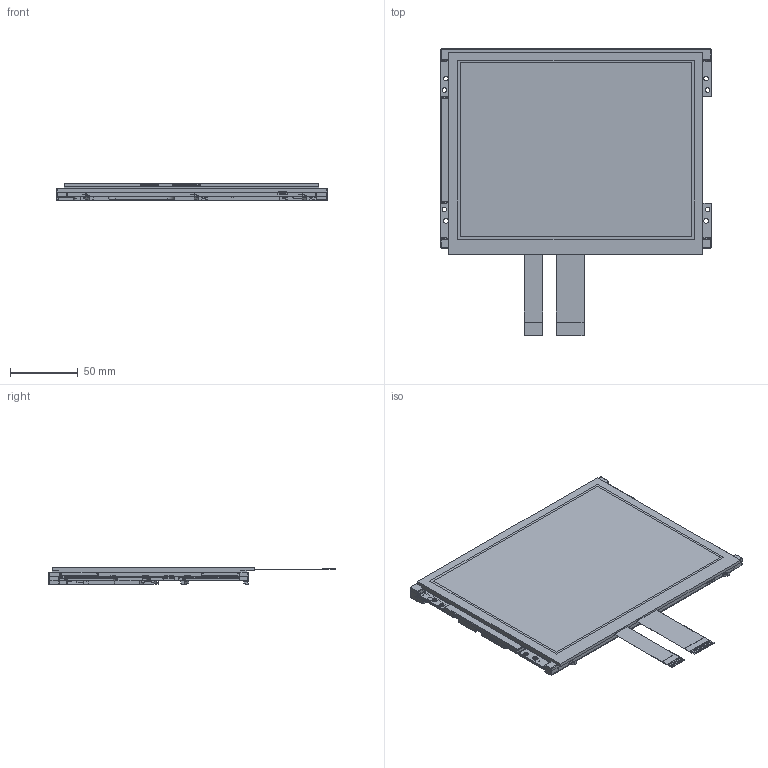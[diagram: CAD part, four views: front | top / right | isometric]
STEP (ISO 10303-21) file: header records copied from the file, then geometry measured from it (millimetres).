
FILE_DESCRIPTION(/* description */ (''),/* implementation_level */ '2;1');
FILE_NAME(/* name */ '',/* time_stamp */ '2023-11-20T18:05:34+09:00',/* author */ (''),/* organization */ (''),/* preprocessor_version */ 'ST-DEVELOPER v18.1',/* originating_system */ 'Autodesk Inventor 2020',/* authorisation */ '');
FILE_SCHEMA (('AUTOMOTIVE_DESIGN { 1 0 10303 214 3 1 1 }'));
Products named in the file (1): HP_TK-SRA084NS-01_parts
Bounding box: 199.5 x 211.75 x 12.47 mm (x, y, z)
Volume: 260438.9 mm3; surface area: 134185.4 mm2
Topology: 1 solids, 29 shells, 2173 faces, 6188 edges, 4006 vertices
Faces by surface type: plane 1424, cylinder 664, sphere 45, torus 21, bspline 11, cone 8
Full cylindrical faces by diameter (mm): 3.4 x8, 3.8 x10, 5 x2
Entity records: 72007 total; most frequent: CARTESIAN_POINT 14284, ORIENTED_EDGE 12304, DIRECTION 11884, EDGE_CURVE 6152, LINE 4674, VECTOR 4674, VERTEX_POINT 4006, AXIS2_PLACEMENT_3D 3605
